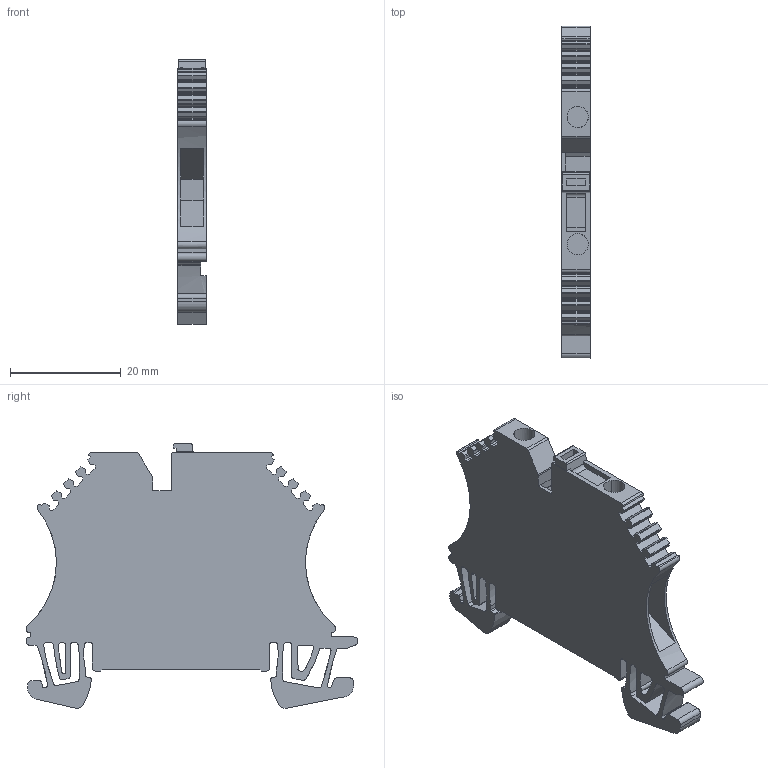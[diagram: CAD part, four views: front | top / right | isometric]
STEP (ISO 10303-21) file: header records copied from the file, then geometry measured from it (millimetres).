
FILE_DESCRIPTION(('CATIA V5 STEP Exchange','CAx-IF Rec.Pracs.--- Model Styling and Organization---1.4--- 2014-01-23'),'2;1');
FILE_NAME ('D1449741_1', '2021-12-09T05:02:38+00:00', ('none'), ('Weidmueller'), 'CATIA Version 5-6 Release 2016 SP3 HF44', 'CATIA V5 STEP AP214', 'none');
FILE_SCHEMA(('AUTOMOTIVE_DESIGN { 1 0 10303 214 1 1 1 1 }'));
Length unit declared in the file: millimetre
Products named in the file (1): 1191630000
Bounding box: 5.1 x 60 x 47.85 mm (x, y, z)
Volume: 8426.1 mm3; surface area: 6841.2 mm2
Topology: 2 solids, 2 shells, 338 faces, 1014 edges, 680 vertices
Faces by surface type: plane 226, cylinder 100, extrusion 12
Entity records: 11798 total; most frequent: CARTESIAN_POINT 2611, ORIENTED_EDGE 2028, DIRECTION 1499, EDGE_CURVE 1014, VECTOR 782, LINE 770, VERTEX_POINT 680, AXIS2_PLACEMENT_3D 456
